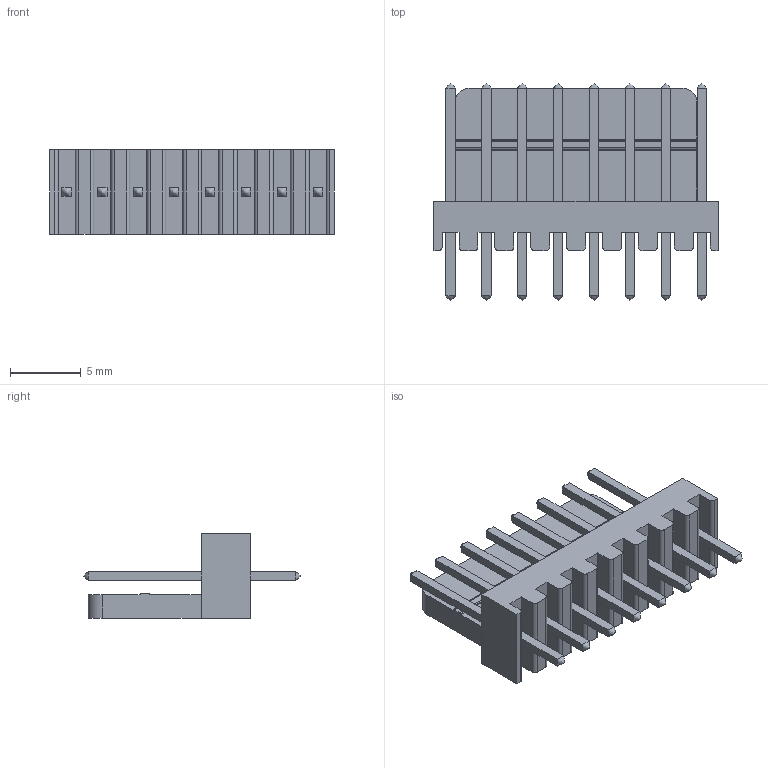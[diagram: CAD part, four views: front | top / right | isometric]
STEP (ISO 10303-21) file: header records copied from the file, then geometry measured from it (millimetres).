
FILE_DESCRIPTION (( 'STEP AP214' ), '1' );
FILE_NAME ('User Library-Molex 8 pines.STEP', '2015-02-16T12:07:02', ( 'Windows User' ), ( '' ), 'SwSTEP 2.0', 'SolidWorks 2015', '' );
FILE_SCHEMA (( 'AUTOMOTIVE_DESIGN' ));
Length unit declared in the file: millimetre
Products named in the file (1): User Library-Molex 8 pines
Bounding box: 20.12 x 15.3 x 6 mm (x, y, z)
Volume: 617.3 mm3; surface area: 1066.2 mm2
Topology: 1 solids, 1 shells, 146 faces, 384 edges, 256 vertices
Faces by surface type: plane 108, cylinder 22, bspline 16
Entity records: 6796 total; most frequent: CARTESIAN_POINT 1667, ORIENTED_EDGE 768, DIRECTION 626, EDGE_CURVE 384, VECTOR 276, LINE 276, VERTEX_POINT 256, AXIS2_PLACEMENT_3D 175
